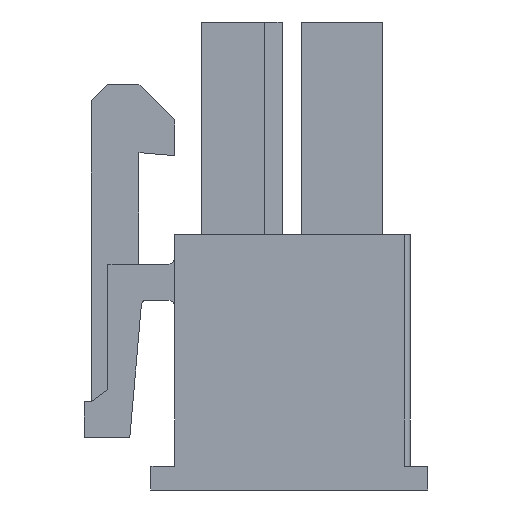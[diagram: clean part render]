
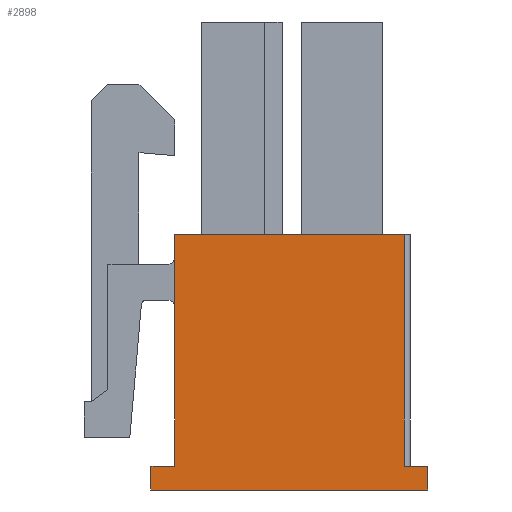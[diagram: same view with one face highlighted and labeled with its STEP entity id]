
A CAD part, left-side view. The second image highlights one B-rep face of the part: STEP entity #2898.
In plain terms, the highlighted planar face has unit normal (-1, 0, 0).
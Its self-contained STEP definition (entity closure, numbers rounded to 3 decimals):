
#1=DIRECTION('',(0.,1.,0.));
#2=VECTOR('',#1,11.6);
#3=CARTESIAN_POINT('',(-4.8,-5.8,-10.7));
#4=LINE('',#3,#2);
#5=DIRECTION('',(0.,0.,1.));
#6=VECTOR('',#5,1.);
#7=CARTESIAN_POINT('',(-4.8,5.8,-10.7));
#8=LINE('',#7,#6);
#9=DIRECTION('',(0.,0.,1.));
#10=VECTOR('',#9,9.7);
#11=CARTESIAN_POINT('',(-4.8,4.8,-9.7));
#12=LINE('',#11,#10);
#13=DIRECTION('',(0.,-1.,0.));
#14=VECTOR('',#13,9.6);
#15=CARTESIAN_POINT('',(-4.8,4.8,0.));
#16=LINE('',#15,#14);
#17=DIRECTION('',(0.,0.,-1.));
#18=VECTOR('',#17,9.7);
#19=CARTESIAN_POINT('',(-4.8,-4.8,0.));
#20=LINE('',#19,#18);
#21=DIRECTION('',(0.,-1.,0.));
#22=VECTOR('',#21,1.);
#23=CARTESIAN_POINT('',(-4.8,-4.8,-9.7));
#24=LINE('',#23,#22);
#25=DIRECTION('',(0.,0.,-1.));
#26=VECTOR('',#25,1.);
#27=CARTESIAN_POINT('',(-4.8,-5.8,-9.7));
#28=LINE('',#27,#26);
#525=DIRECTION('',(0.,-1.,0.));
#526=VECTOR('',#525,1.);
#527=CARTESIAN_POINT('',(-4.8,5.8,-9.7));
#528=LINE('',#527,#526);
#2175=CARTESIAN_POINT('',(-4.8,4.8,0.));
#2176=CARTESIAN_POINT('',(-4.8,-4.8,0.));
#2177=VERTEX_POINT('',#2175);
#2178=VERTEX_POINT('',#2176);
#2179=CARTESIAN_POINT('',(-4.8,-4.8,-9.7));
#2180=VERTEX_POINT('',#2179);
#2181=CARTESIAN_POINT('',(-4.8,-5.8,-9.7));
#2182=VERTEX_POINT('',#2181);
#2183=CARTESIAN_POINT('',(-4.8,-5.8,-10.7));
#2184=VERTEX_POINT('',#2183);
#2752=CARTESIAN_POINT('',(-4.8,5.8,-10.7));
#2754=VERTEX_POINT('',#2752);
#2760=CARTESIAN_POINT('',(-4.8,5.8,-9.7));
#2762=VERTEX_POINT('',#2760);
#2767=CARTESIAN_POINT('',(-4.8,4.8,-9.7));
#2769=VERTEX_POINT('',#2767);
#2875=CARTESIAN_POINT('',(-4.8,0.,0.));
#2876=DIRECTION('',(1.,0.,0.));
#2877=DIRECTION('',(0.,0.,-1.));
#2878=AXIS2_PLACEMENT_3D('',#2875,#2876,#2877);
#2879=PLANE('',#2878);
#2881=ORIENTED_EDGE('',*,*,#2880,.T.);
#2883=ORIENTED_EDGE('',*,*,#2882,.T.);
#2885=ORIENTED_EDGE('',*,*,#2884,.T.);
#2887=ORIENTED_EDGE('',*,*,#2886,.T.);
#2889=ORIENTED_EDGE('',*,*,#2888,.T.);
#2891=ORIENTED_EDGE('',*,*,#2890,.T.);
#2893=ORIENTED_EDGE('',*,*,#2892,.T.);
#2895=ORIENTED_EDGE('',*,*,#2894,.T.);
#2896=EDGE_LOOP('',(#2881,#2883,#2885,#2887,#2889,#2891,#2893,#2895));
#2897=FACE_OUTER_BOUND('',#2896,.F.);
#2898=ADVANCED_FACE('',(#2897),#2879,.F.);
#2880=EDGE_CURVE('',#2184,#2754,#4,.T.);
#2882=EDGE_CURVE('',#2754,#2762,#8,.T.);
#2884=EDGE_CURVE('',#2762,#2769,#528,.T.);
#2886=EDGE_CURVE('',#2769,#2177,#12,.T.);
#2888=EDGE_CURVE('',#2177,#2178,#16,.T.);
#2890=EDGE_CURVE('',#2178,#2180,#20,.T.);
#2892=EDGE_CURVE('',#2180,#2182,#24,.T.);
#2894=EDGE_CURVE('',#2182,#2184,#28,.T.);
